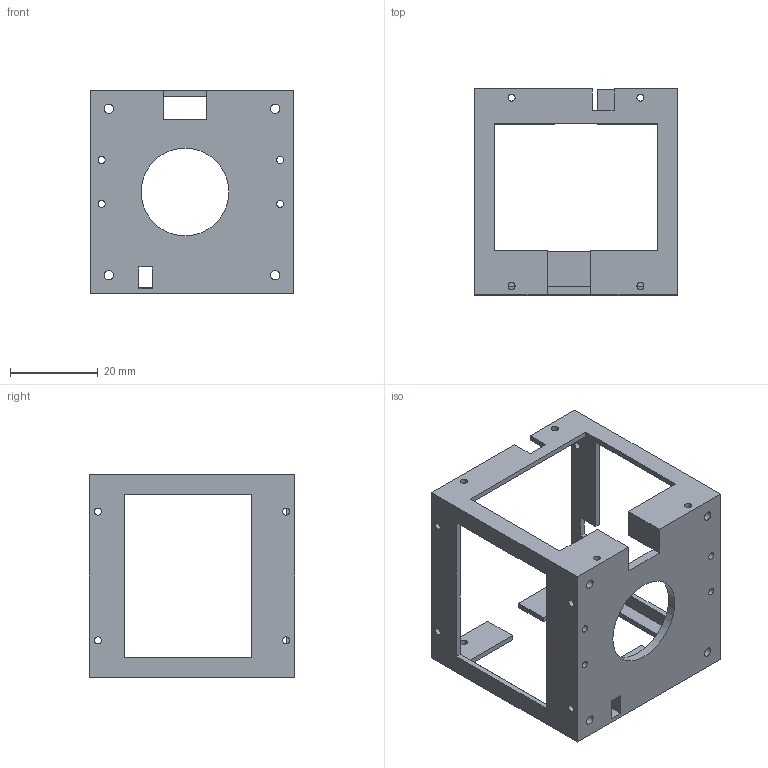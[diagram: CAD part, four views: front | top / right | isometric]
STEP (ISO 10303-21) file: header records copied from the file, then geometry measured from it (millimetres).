
FILE_DESCRIPTION(/* description */ (''),/* implementation_level */ '2;1');
FILE_NAME(/* name */ 'Structure-v5-Threads v3.step',/* time_stamp */ '2022-06-11T05:31:12+05:45',/* author */ (''),/* organization */ (''),/* preprocessor_version */ 'ST-DEVELOPER v19',/* originating_system */ 'Autodesk Translation Framework v11.7.0.108',/* authorisation */ '');
FILE_SCHEMA (('AUTOMOTIVE_DESIGN { 1 0 10303 214 3 1 1 }'));
Length unit declared in the file: millimetre
Products named in the file (1): Structure-v5-Threads
Bounding box: 46.2 x 47 x 46.2 mm (x, y, z)
Volume: 12096.7 mm3; surface area: 12482.4 mm2
Topology: 1 solids, 1 shells, 85 faces, 253 edges, 162 vertices
Faces by surface type: plane 60, cylinder 25
Full cylindrical faces by diameter (mm): 1.623 x20, 2.075 x4, 20 x1
Entity records: 2964 total; most frequent: ORIENTED_EDGE 506, CARTESIAN_POINT 501, DIRECTION 481, EDGE_CURVE 253, LINE 197, VECTOR 197, VERTEX_POINT 162, AXIS2_PLACEMENT_3D 142
